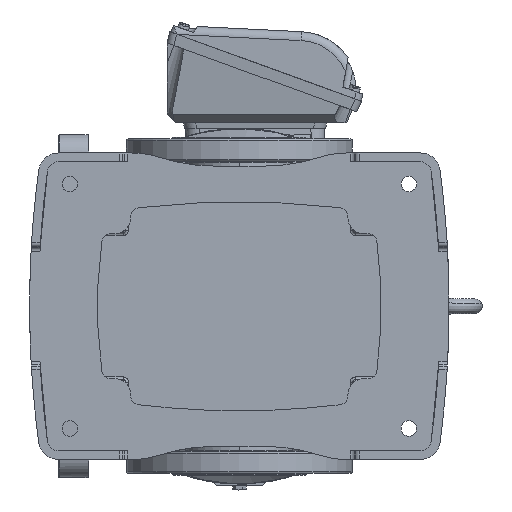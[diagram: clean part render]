
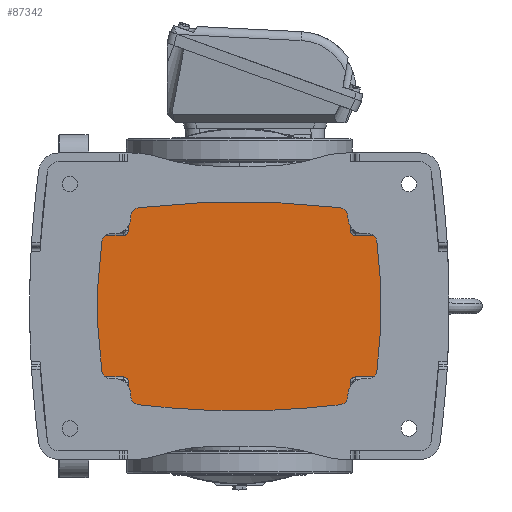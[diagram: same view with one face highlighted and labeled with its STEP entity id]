
A CAD part, front view. The second image highlights one B-rep face of the part: STEP entity #87342.
In plain terms, the highlighted planar face has unit normal (0, -1, 0).
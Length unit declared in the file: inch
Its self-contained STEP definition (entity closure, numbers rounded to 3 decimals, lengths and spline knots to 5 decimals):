
#1181 = CARTESIAN_POINT ( 'NONE',  ( 3.36614, 2.45965, -5.1378 ) ) ;
#1499 = CIRCLE ( 'NONE', #59632, 28.83858 ) ;
#2052 = CARTESIAN_POINT ( 'NONE',  ( 0., 2.45965, 0. ) ) ;
#6149 = EDGE_CURVE ( 'NONE', #122575, #107403, #39817, .T. ) ;
#7110 = VERTEX_POINT ( 'NONE', #43732 ) ;
#7732 = CARTESIAN_POINT ( 'NONE',  ( -4.60008, 2.45965, -4.90158 ) ) ;
#7795 = ORIENTED_EDGE ( 'NONE', *, *, #114598, .T. ) ;
#8178 = CIRCLE ( 'NONE', #66227, 0.23622 ) ;
#9531 = DIRECTION ( 'NONE',  ( 0., 0., -1. ) ) ;
#10041 = CARTESIAN_POINT ( 'NONE',  ( -3.12992, 2.45965, 5.1378 ) ) ;
#11962 = AXIS2_PLACEMENT_3D ( 'NONE', #146196, #108137, #68490 ) ;
#11978 = DIRECTION ( 'NONE',  ( 1., 0., 0. ) ) ;
#12955 = CARTESIAN_POINT ( 'NONE',  ( 3.12992, 2.45965, 6.50362 ) ) ;
#14926 = CARTESIAN_POINT ( 'NONE',  ( 3.12992, 2.45965, -5.1378 ) ) ;
#15554 = VECTOR ( 'NONE', #94384, 39.37008 ) ;
#17363 = LINE ( 'NONE', #14926, #150299 ) ;
#17530 = ORIENTED_EDGE ( 'NONE', *, *, #120351, .F. ) ;
#18034 = DIRECTION ( 'NONE',  ( 0., 0., -1. ) ) ;
#18865 = AXIS2_PLACEMENT_3D ( 'NONE', #2052, #52535, #154171 ) ;
#21181 = ORIENTED_EDGE ( 'NONE', *, *, #150406, .T. ) ;
#22484 = ORIENTED_EDGE ( 'NONE', *, *, #151160, .F. ) ;
#28594 = AXIS2_PLACEMENT_3D ( 'NONE', #92952, #80586, #131045 ) ;
#30307 = CARTESIAN_POINT ( 'NONE',  ( 3.12992, 2.45965, -5.1378 ) ) ;
#30838 = CIRCLE ( 'NONE', #154966, 21.53543 ) ;
#30894 = ORIENTED_EDGE ( 'NONE', *, *, #78980, .T. ) ;
#31290 = CARTESIAN_POINT ( 'NONE',  ( 3.36614, 2.45965, 4.90157 ) ) ;
#34746 = LINE ( 'NONE', #147207, #118635 ) ;
#36559 = CARTESIAN_POINT ( 'NONE',  ( -3.12992, 2.45965, 6.50362 ) ) ;
#39817 = CIRCLE ( 'NONE', #137551, 0.23622 ) ;
#40981 = VERTEX_POINT ( 'NONE', #78687 ) ;
#41511 = DIRECTION ( 'NONE',  ( -1., 0., 0. ) ) ;
#43732 = CARTESIAN_POINT ( 'NONE',  ( 3.36614, 2.45965, -4.90157 ) ) ;
#43804 = AXIS2_PLACEMENT_3D ( 'NONE', #1181, #76428, #79679 ) ;
#44998 = DIRECTION ( 'NONE',  ( 0., 1., 0. ) ) ;
#46381 = DIRECTION ( 'NONE',  ( 0.985, 0., -0.17 ) ) ;
#48295 = DIRECTION ( 'NONE',  ( 0., 0., 1. ) ) ;
#48783 = LINE ( 'NONE', #114011, #60969 ) ;
#51940 = VERTEX_POINT ( 'NONE', #158355 ) ;
#52535 = DIRECTION ( 'NONE',  ( 0., 1., 0. ) ) ;
#52705 = DIRECTION ( 'NONE',  ( 0.145, 0., 0.989 ) ) ;
#53344 = PLANE ( 'NONE',  #18865 ) ;
#53989 = CIRCLE ( 'NONE', #96203, 0.23622 ) ;
#54961 = FACE_OUTER_BOUND ( 'NONE', #62050, .T. ) ;
#55348 = EDGE_CURVE ( 'NONE', #40981, #136116, #93715, .T. ) ;
#57605 = ORIENTED_EDGE ( 'NONE', *, *, #113407, .T. ) ;
#58042 = EDGE_CURVE ( 'NONE', #139664, #66983, #30838, .T. ) ;
#59632 = AXIS2_PLACEMENT_3D ( 'NONE', #109184, #159607, #46381 ) ;
#60760 = ORIENTED_EDGE ( 'NONE', *, *, #55348, .T. ) ;
#60790 = LINE ( 'NONE', #125249, #162845 ) ;
#60969 = VECTOR ( 'NONE', #139652, 39.37008 ) ;
#61551 = CARTESIAN_POINT ( 'NONE',  ( 4.60009, 2.45965, 4.90158 ) ) ;
#62050 = EDGE_LOOP ( 'NONE', ( #30894, #149337, #116936, #161042, #159651, #17530, #154504, #116364, #57605, #130236, #60760, #140717, #7795, #22484, #21181, #92384 ) ) ;
#65484 = VERTEX_POINT ( 'NONE', #109939 ) ;
#66227 = AXIS2_PLACEMENT_3D ( 'NONE', #112729, #73883, #48295 ) ;
#66983 = VERTEX_POINT ( 'NONE', #36559 ) ;
#68285 = VECTOR ( 'NONE', #142839, 39.37008 ) ;
#68490 = DIRECTION ( 'NONE',  ( -0.985, 0., 0.17 ) ) ;
#70638 = CARTESIAN_POINT ( 'NONE',  ( -3.36614, 2.45965, 5.1378 ) ) ;
#73883 = DIRECTION ( 'NONE',  ( 0., 1., 0. ) ) ;
#76428 = DIRECTION ( 'NONE',  ( 0., 1., 0. ) ) ;
#77491 = CARTESIAN_POINT ( 'NONE',  ( 0., 2.45965, -14.80315 ) ) ;
#77741 = DIRECTION ( 'NONE',  ( 0., 0., -1. ) ) ;
#78687 = CARTESIAN_POINT ( 'NONE',  ( -4.60008, 2.45965, 4.90158 ) ) ;
#78707 = LINE ( 'NONE', #129994, #89602 ) ;
#78980 = EDGE_CURVE ( 'NONE', #131810, #7110, #122971, .T. ) ;
#79679 = DIRECTION ( 'NONE',  ( -1., 0., 0. ) ) ;
#80586 = DIRECTION ( 'NONE',  ( 0., -1., 0. ) ) ;
#81323 = CARTESIAN_POINT ( 'NONE',  ( -3.12992, 2.45965, 5.1378 ) ) ;
#81627 = LINE ( 'NONE', #132087, #68285 ) ;
#83302 = LINE ( 'NONE', #120523, #159333 ) ;
#85228 = VERTEX_POINT ( 'NONE', #124630 ) ;
#87342 = ADVANCED_FACE ( 'NONE', ( #54961 ), #53344, .F. ) ;
#89602 = VECTOR ( 'NONE', #41511, 39.37008 ) ;
#92384 = ORIENTED_EDGE ( 'NONE', *, *, #102124, .F. ) ;
#92952 = CARTESIAN_POINT ( 'NONE',  ( 0., 2.45965, 14.80315 ) ) ;
#93715 = CIRCLE ( 'NONE', #11962, 28.83858 ) ;
#94384 = DIRECTION ( 'NONE',  ( 0., 0., 1. ) ) ;
#96203 = AXIS2_PLACEMENT_3D ( 'NONE', #70638, #44998, #142585 ) ;
#101900 = EDGE_CURVE ( 'NONE', #136113, #66983, #123304, .T. ) ;
#102124 = EDGE_CURVE ( 'NONE', #131810, #161710, #17363, .T. ) ;
#104551 = EDGE_CURVE ( 'NONE', #51940, #136116, #78707, .T. ) ;
#106973 = CARTESIAN_POINT ( 'NONE',  ( 3.12992, 2.45965, 5.1378 ) ) ;
#107403 = VERTEX_POINT ( 'NONE', #106973 ) ;
#108137 = DIRECTION ( 'NONE',  ( 0., -1., 0. ) ) ;
#109184 = CARTESIAN_POINT ( 'NONE',  ( -23.8189, 2.45965, 0. ) ) ;
#109939 = CARTESIAN_POINT ( 'NONE',  ( -3.12992, 2.45965, -5.1378 ) ) ;
#109982 = DIRECTION ( 'NONE',  ( 1., 0., 0. ) ) ;
#112729 = CARTESIAN_POINT ( 'NONE',  ( -3.36614, 2.45965, -5.1378 ) ) ;
#113112 = CIRCLE ( 'NONE', #28594, 21.53543 ) ;
#113407 = EDGE_CURVE ( 'NONE', #136113, #116690, #53989, .T. ) ;
#114011 = CARTESIAN_POINT ( 'NONE',  ( 4.60008, 2.45965, -4.90158 ) ) ;
#114598 = EDGE_CURVE ( 'NONE', #51940, #65484, #8178, .T. ) ;
#114718 = DIRECTION ( 'NONE',  ( 0., -1., 0. ) ) ;
#116364 = ORIENTED_EDGE ( 'NONE', *, *, #101900, .F. ) ;
#116690 = VERTEX_POINT ( 'NONE', #142972 ) ;
#116936 = ORIENTED_EDGE ( 'NONE', *, *, #123342, .T. ) ;
#118635 = VECTOR ( 'NONE', #109982, 39.37008 ) ;
#120351 = EDGE_CURVE ( 'NONE', #139664, #107403, #83302, .T. ) ;
#120523 = CARTESIAN_POINT ( 'NONE',  ( 3.12992, 2.45965, 6.50362 ) ) ;
#122575 = VERTEX_POINT ( 'NONE', #31290 ) ;
#122971 = CIRCLE ( 'NONE', #43804, 0.23622 ) ;
#123304 = LINE ( 'NONE', #10041, #15554 ) ;
#123342 = EDGE_CURVE ( 'NONE', #85228, #163000, #1499, .T. ) ;
#124630 = CARTESIAN_POINT ( 'NONE',  ( 4.60008, 2.45965, -4.90158 ) ) ;
#125233 = CARTESIAN_POINT ( 'NONE',  ( 3.36614, 2.45965, 5.1378 ) ) ;
#125249 = CARTESIAN_POINT ( 'NONE',  ( -4.60008, 2.45965, 4.90158 ) ) ;
#129994 = CARTESIAN_POINT ( 'NONE',  ( -3.36614, 2.45965, -4.90157 ) ) ;
#130236 = ORIENTED_EDGE ( 'NONE', *, *, #140948, .F. ) ;
#130686 = EDGE_CURVE ( 'NONE', #85228, #7110, #48783, .T. ) ;
#131045 = DIRECTION ( 'NONE',  ( -0.145, 0., -0.989 ) ) ;
#131810 = VERTEX_POINT ( 'NONE', #30307 ) ;
#132087 = CARTESIAN_POINT ( 'NONE',  ( -3.12992, 2.45965, -6.50362 ) ) ;
#132918 = CARTESIAN_POINT ( 'NONE',  ( -3.12992, 2.45965, -6.50362 ) ) ;
#135167 = CARTESIAN_POINT ( 'NONE',  ( 3.12992, 2.45965, -6.50362 ) ) ;
#135717 = VERTEX_POINT ( 'NONE', #132918 ) ;
#136113 = VERTEX_POINT ( 'NONE', #81323 ) ;
#136116 = VERTEX_POINT ( 'NONE', #7732 ) ;
#137551 = AXIS2_PLACEMENT_3D ( 'NONE', #125233, #138445, #9531 ) ;
#138445 = DIRECTION ( 'NONE',  ( 0., 1., 0. ) ) ;
#139652 = DIRECTION ( 'NONE',  ( -1., 0., 0. ) ) ;
#139664 = VERTEX_POINT ( 'NONE', #12955 ) ;
#140717 = ORIENTED_EDGE ( 'NONE', *, *, #104551, .F. ) ;
#140948 = EDGE_CURVE ( 'NONE', #40981, #116690, #60790, .T. ) ;
#142585 = DIRECTION ( 'NONE',  ( 1., 0., 0. ) ) ;
#142839 = DIRECTION ( 'NONE',  ( 0., 0., 1. ) ) ;
#142972 = CARTESIAN_POINT ( 'NONE',  ( -3.36614, 2.45965, 4.90158 ) ) ;
#146196 = CARTESIAN_POINT ( 'NONE',  ( 23.8189, 2.45965, 0. ) ) ;
#146338 = EDGE_CURVE ( 'NONE', #122575, #163000, #34746, .T. ) ;
#147207 = CARTESIAN_POINT ( 'NONE',  ( 3.36614, 2.45965, 4.90157 ) ) ;
#149337 = ORIENTED_EDGE ( 'NONE', *, *, #130686, .F. ) ;
#150299 = VECTOR ( 'NONE', #77741, 39.37008 ) ;
#150406 = EDGE_CURVE ( 'NONE', #135717, #161710, #113112, .T. ) ;
#151160 = EDGE_CURVE ( 'NONE', #135717, #65484, #81627, .T. ) ;
#154171 = DIRECTION ( 'NONE',  ( 1., 0., 0. ) ) ;
#154504 = ORIENTED_EDGE ( 'NONE', *, *, #58042, .T. ) ;
#154966 = AXIS2_PLACEMENT_3D ( 'NONE', #77491, #114718, #52705 ) ;
#158355 = CARTESIAN_POINT ( 'NONE',  ( -3.36614, 2.45965, -4.90157 ) ) ;
#159333 = VECTOR ( 'NONE', #18034, 39.37008 ) ;
#159607 = DIRECTION ( 'NONE',  ( 0., -1., 0. ) ) ;
#159651 = ORIENTED_EDGE ( 'NONE', *, *, #6149, .T. ) ;
#161042 = ORIENTED_EDGE ( 'NONE', *, *, #146338, .F. ) ;
#161710 = VERTEX_POINT ( 'NONE', #135167 ) ;
#162845 = VECTOR ( 'NONE', #11978, 39.37008 ) ;
#163000 = VERTEX_POINT ( 'NONE', #61551 ) ;
